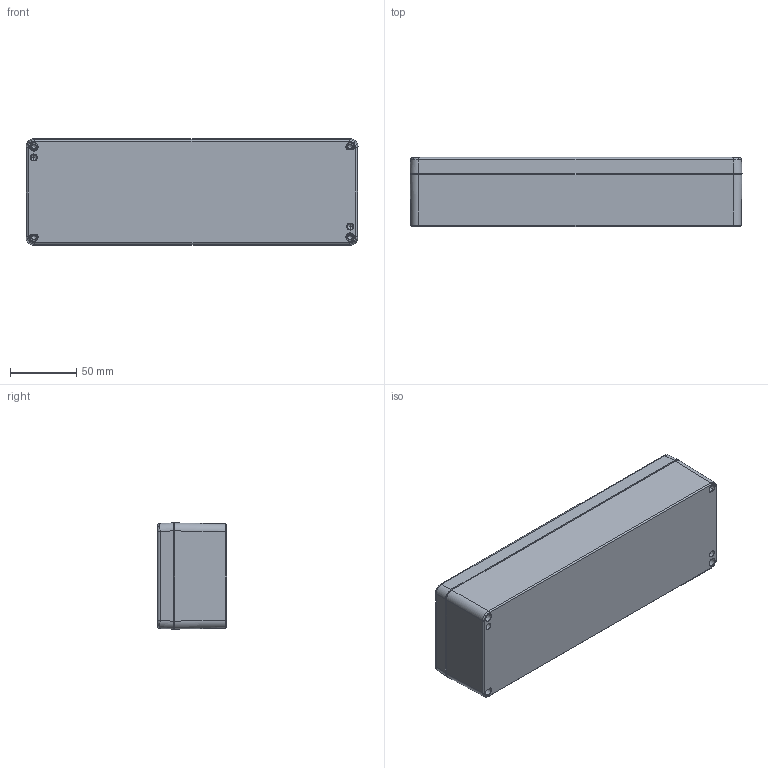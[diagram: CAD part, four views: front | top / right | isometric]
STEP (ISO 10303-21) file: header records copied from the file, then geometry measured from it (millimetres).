
FILE_DESCRIPTION(/* description */ (''),/* implementation_level */ '2;1');
FILE_NAME(/* name */ '09250805000-RST.stp',/* time_stamp */ '2021-09-06T14:36:01+02:00',/* author */ ('sl'),/* organization */ (''),/* preprocessor_version */ 'ST-DEVELOPER v16.5',/* originating_system */ 'Autodesk Inventor 2017',/* authorisation */ '');
FILE_SCHEMA (('AUTOMOTIVE_DESIGN { 1 0 10303 214 3 1 1 }'));
Products named in the file (8): Alu-Gehäuse-09-BG-0001-09_250805_000; Deckel-Alu-Gehäuse-09-BG-0003-09_250805_000; Dichtlippe-Alu-Gehäuse-09-BT-0003-09_250805_000; Deckel-Alu-Gehäuse-09-BT-0001-09_250805_000; UT-Alu-Gehäuse-09-BG-0002-09_250805_000; Erdung-Edelstahl-Gehäuse-01-BT-0002-20101006000; UT-Alu-Gehäuse-09-BT-0002-09_250805_000; Schraube-M4x20-7
Assembly tree (12 placements, depth 3):
  Alu-Gehäuse-09-BG-0001-09_250805_000
    Deckel-Alu-Gehäuse-09-BG-0003-09_250805_000
      Dichtlippe-Alu-Gehäuse-09-BT-0003-09_250805_000
      Deckel-Alu-Gehäuse-09-BT-0001-09_250805_000
      Erdung-Edelstahl-Gehäuse-01-BT-0002-20101006000
    UT-Alu-Gehäuse-09-BG-0002-09_250805_000
      Erdung-Edelstahl-Gehäuse-01-BT-0002-20101006000  x2
      UT-Alu-Gehäuse-09-BT-0002-09_250805_000
    Schraube-M4x20-7  x4
Bounding box: 250 x 52 x 80 mm (x, y, z)
Volume: 273899.3 mm3; surface area: 153520.1 mm2
Topology: 10 solids, 10 shells, 988 faces, 2324 edges, 1375 vertices
Faces by surface type: bspline 383, plane 229, cylinder 191, torus 122, cone 59, sphere 4
Full cylindrical faces by diameter (mm): 3.3 x10, 3.52 x4, 4 x4, 4.7 x3, 5 x3, 8 x3
Entity records: 43570 total; most frequent: CARTESIAN_POINT 25984, ORIENTED_EDGE 3764, DIRECTION 3318, EDGE_CURVE 1882, AXIS2_PLACEMENT_3D 1389, VERTEX_POINT 1149, EDGE_LOOP 1007, FACE_OUTER_BOUND 864
